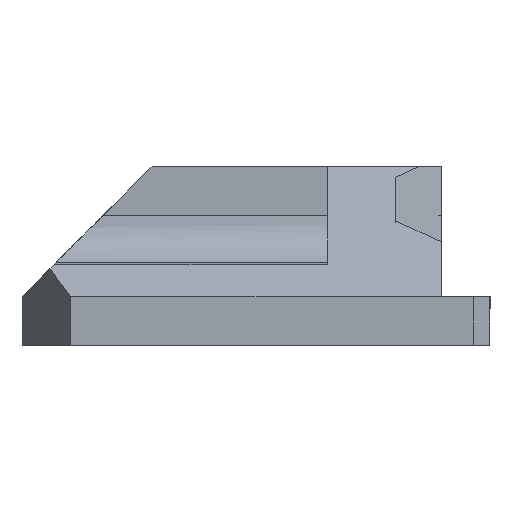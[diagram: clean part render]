
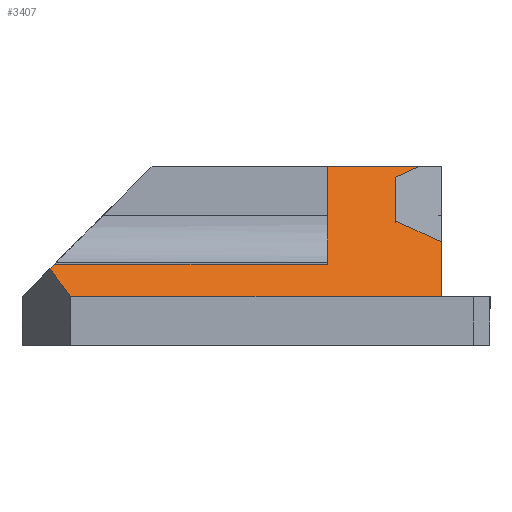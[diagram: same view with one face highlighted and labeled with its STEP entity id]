
A CAD part, left-side view. The second image highlights one B-rep face of the part: STEP entity #3407.
In plain terms, the highlighted planar face has unit normal (-0.625, 0, 0.781).
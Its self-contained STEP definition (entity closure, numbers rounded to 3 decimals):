
#1249 = CARTESIAN_POINT ( 'NONE',  ( -20., 3., 3. ) ) ;
#1658 = CARTESIAN_POINT ( 'NONE',  ( -10., 4.37, 11. ) ) ;
#1724 = CARTESIAN_POINT ( 'NONE',  ( -17.857, 27.086, 4.714 ) ) ;
#1727 = DIRECTION ( 'NONE',  ( 0., -1., 0. ) ) ;
#1728 = VECTOR ( 'NONE', #1727, 1000. ) ;
#1729 = CARTESIAN_POINT ( 'NONE',  ( -10., 28.8, 11. ) ) ;
#1730 = LINE ( 'NONE', #1729, #1728 ) ;
#1816 = CARTESIAN_POINT ( 'NONE',  ( -15.791, 3., 6.367 ) ) ;
#1827 = DIRECTION ( 'NONE',  ( 0.662, -0.53, 0.53 ) ) ;
#1828 = VECTOR ( 'NONE', #1827, 1000. ) ;
#1829 = CARTESIAN_POINT ( 'NONE',  ( -14.386, 24.309, 7.491 ) ) ;
#1830 = LINE ( 'NONE', #1829, #1828 ) ;
#1901 = DIRECTION ( 'NONE',  ( -0.781, 0., -0.625 ) ) ;
#1902 = VECTOR ( 'NONE', #1901, 1000. ) ;
#1903 = CARTESIAN_POINT ( 'NONE',  ( -10., 3., 11. ) ) ;
#1914 = LINE ( 'NONE', #1903, #1902 ) ;
#1931 = DIRECTION ( 'NONE',  ( 0., -1., 0. ) ) ;
#1932 = VECTOR ( 'NONE', #1931, 1000. ) ;
#1933 = CARTESIAN_POINT ( 'NONE',  ( -17.5, 28.8, 5. ) ) ;
#1935 = CARTESIAN_POINT ( 'NONE',  ( -17.5, 26.8, 5. ) ) ;
#1940 = LINE ( 'NONE', #1933, #1932 ) ;
#2030 = LINE ( 'NONE', #2081, #2078 ) ;
#2031 = PLANE ( 'NONE',  #2071 ) ;
#2035 = DIRECTION ( 'NONE',  ( 0., 1., 0. ) ) ;
#2056 = CARTESIAN_POINT ( 'NONE',  ( -20., 25.8, 3. ) ) ;
#2065 = DIRECTION ( 'NONE',  ( -0.781, 0., -0.625 ) ) ;
#2066 = DIRECTION ( 'NONE',  ( 0.625, 0., -0.781 ) ) ;
#2067 = CARTESIAN_POINT ( 'NONE',  ( -10., 28.8, 11. ) ) ;
#2071 = AXIS2_PLACEMENT_3D ( 'NONE', #2067, #2066, #2065 ) ;
#2077 = FACE_OUTER_BOUND ( 'NONE', #3409, .T. ) ;
#2078 = VECTOR ( 'NONE', #2035, 1000. ) ;
#2081 = CARTESIAN_POINT ( 'NONE',  ( -20., 0., 3. ) ) ;
#2400 = CARTESIAN_POINT ( 'NONE',  ( -10.826, 5.8, 10.339 ) ) ;
#2429 = DIRECTION ( 'NONE',  ( -0.781, 0., -0.625 ) ) ;
#2430 = VECTOR ( 'NONE', #2429, 1000. ) ;
#2431 = CARTESIAN_POINT ( 'NONE',  ( -10., 5.8, 11. ) ) ;
#2434 = LINE ( 'NONE', #2431, #2430 ) ;
#2436 = CARTESIAN_POINT ( 'NONE',  ( -14.174, 5.8, 7.661 ) ) ;
#2462 = DIRECTION ( 'NONE',  ( -0.464, -0.804, -0.371 ) ) ;
#2463 = VECTOR ( 'NONE', #2462, 1000. ) ;
#2465 = DIRECTION ( 'NONE',  ( -0.707, -0.424, -0.566 ) ) ;
#2466 = VECTOR ( 'NONE', #2465, 1000. ) ;
#2468 = CARTESIAN_POINT ( 'NONE',  ( -4.113, 23.226, 15.709 ) ) ;
#2469 = LINE ( 'NONE', #2468, #2463 ) ;
#2485 = CARTESIAN_POINT ( 'NONE',  ( -10.9, 31.26, 10.28 ) ) ;
#2486 = LINE ( 'NONE', #2485, #2466 ) ;
#2487 = DIRECTION ( 'NONE',  ( -0.464, 0.804, -0.371 ) ) ;
#2488 = VECTOR ( 'NONE', #2487, 1000. ) ;
#2489 = CARTESIAN_POINT ( 'NONE',  ( -19.119, 20.165, 3.704 ) ) ;
#2490 = LINE ( 'NONE', #2489, #2488 ) ;
#2504 = CARTESIAN_POINT ( 'NONE',  ( -10., 10., 11. ) ) ;
#2505 = LINE ( 'NONE', #2504, #2537 ) ;
#2515 = CARTESIAN_POINT ( 'NONE',  ( -17.5, 10., 5. ) ) ;
#2532 = DIRECTION ( 'NONE',  ( 0.781, 0., 0.625 ) ) ;
#2537 = VECTOR ( 'NONE', #2532, 1000. ) ;
#2538 = CARTESIAN_POINT ( 'NONE',  ( -10., 10., 11. ) ) ;
#2913 = VERTEX_POINT ( 'NONE', #1249 ) ;
#3176 = VERTEX_POINT ( 'NONE', #1658 ) ;
#3202 = EDGE_CURVE ( 'NONE', #3708, #3176, #1730, .T. ) ;
#3210 = VERTEX_POINT ( 'NONE', #1724 ) ;
#3250 = EDGE_CURVE ( 'NONE', #3210, #3334, #1830, .T. ) ;
#3253 = ORIENTED_EDGE ( 'NONE', *, *, #3653, .F. ) ;
#3263 = VERTEX_POINT ( 'NONE', #1816 ) ;
#3315 = EDGE_CURVE ( 'NONE', #3263, #2913, #1914, .T. ) ;
#3332 = EDGE_CURVE ( 'NONE', #3334, #3698, #1940, .T. ) ;
#3334 = VERTEX_POINT ( 'NONE', #1935 ) ;
#3401 = VERTEX_POINT ( 'NONE', #2056 ) ;
#3403 = EDGE_CURVE ( 'NONE', #2913, #3401, #2030, .T. ) ;
#3407 = ADVANCED_FACE ( 'NONE', ( #2077 ), #2031, .F. ) ;
#3409 = EDGE_LOOP ( 'NONE', ( #3253, #3637, #3638, #3636, #3640, #3648, #3659, #3672, #3677, #3665 ) ) ;
#3636 = ORIENTED_EDGE ( 'NONE', *, *, #3332, .F. ) ;
#3637 = ORIENTED_EDGE ( 'NONE', *, *, #3202, .F. ) ;
#3638 = ORIENTED_EDGE ( 'NONE', *, *, #3711, .F. ) ;
#3640 = ORIENTED_EDGE ( 'NONE', *, *, #3250, .F. ) ;
#3641 = VERTEX_POINT ( 'NONE', #2400 ) ;
#3648 = ORIENTED_EDGE ( 'NONE', *, *, #3668, .T. ) ;
#3650 = EDGE_CURVE ( 'NONE', #3641, #3666, #2434, .T. ) ;
#3653 = EDGE_CURVE ( 'NONE', #3176, #3641, #2490, .T. ) ;
#3659 = ORIENTED_EDGE ( 'NONE', *, *, #3403, .F. ) ;
#3665 = ORIENTED_EDGE ( 'NONE', *, *, #3650, .F. ) ;
#3666 = VERTEX_POINT ( 'NONE', #2436 ) ;
#3668 = EDGE_CURVE ( 'NONE', #3210, #3401, #2486, .T. ) ;
#3671 = EDGE_CURVE ( 'NONE', #3666, #3263, #2469, .T. ) ;
#3672 = ORIENTED_EDGE ( 'NONE', *, *, #3315, .F. ) ;
#3677 = ORIENTED_EDGE ( 'NONE', *, *, #3671, .F. ) ;
#3698 = VERTEX_POINT ( 'NONE', #2515 ) ;
#3708 = VERTEX_POINT ( 'NONE', #2538 ) ;
#3711 = EDGE_CURVE ( 'NONE', #3698, #3708, #2505, .T. ) ;
